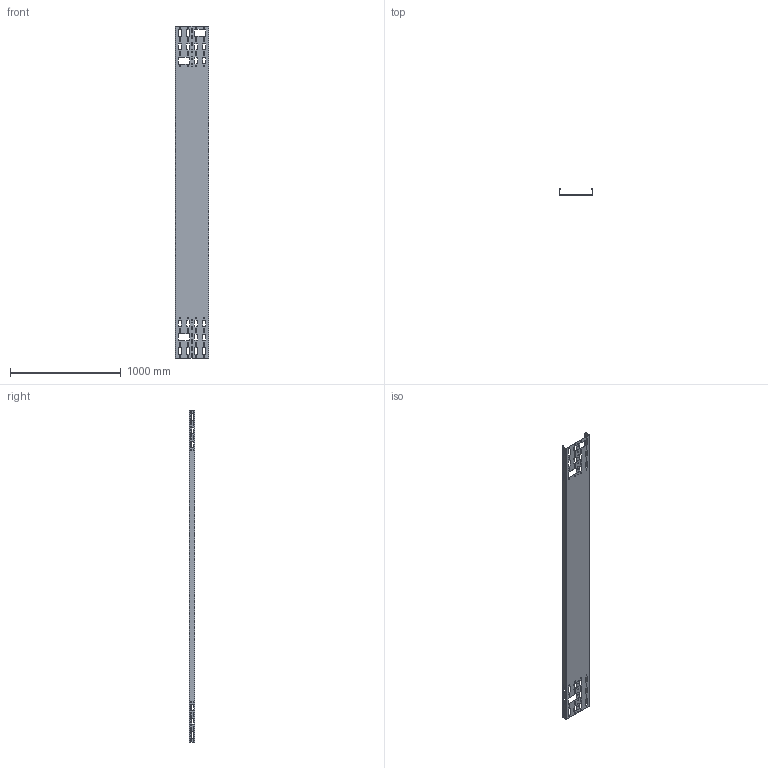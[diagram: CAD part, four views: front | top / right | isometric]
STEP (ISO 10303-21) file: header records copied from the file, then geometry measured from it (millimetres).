
FILE_DESCRIPTION((''),'2;1');
FILE_NAME('6075370','2012-08-09T',('AndreasKeweloh'),(''),'PRO/ENGINEER BY PARAMETRIC TECHNOLOGY CORPORATION, 2012130','PRO/ENGINEER BY PARAMETRIC TECHNOLOGY CORPORATION, 2012130','');
FILE_SCHEMA(('CONFIG_CONTROL_DESIGN'));
Length unit declared in the file: millimetre
Products named in the file (1): 6075370
Bounding box: 300 x 50 x 3000 mm (x, y, z)
Volume: 1732892.6 mm3; surface area: 2336356.7 mm2
Topology: 1 solids, 1 shells, 752 faces, 2218 edges, 1468 vertices
Faces by surface type: cylinder 386, plane 366
Entity records: 25836 total; most frequent: DIRECTION 4494, CARTESIAN_POINT 4438, ORIENTED_EDGE 4436, EDGE_CURVE 2218, AXIS2_PLACEMENT_3D 1524, VERTEX_POINT 1468, VECTOR 1446, LINE 1446
